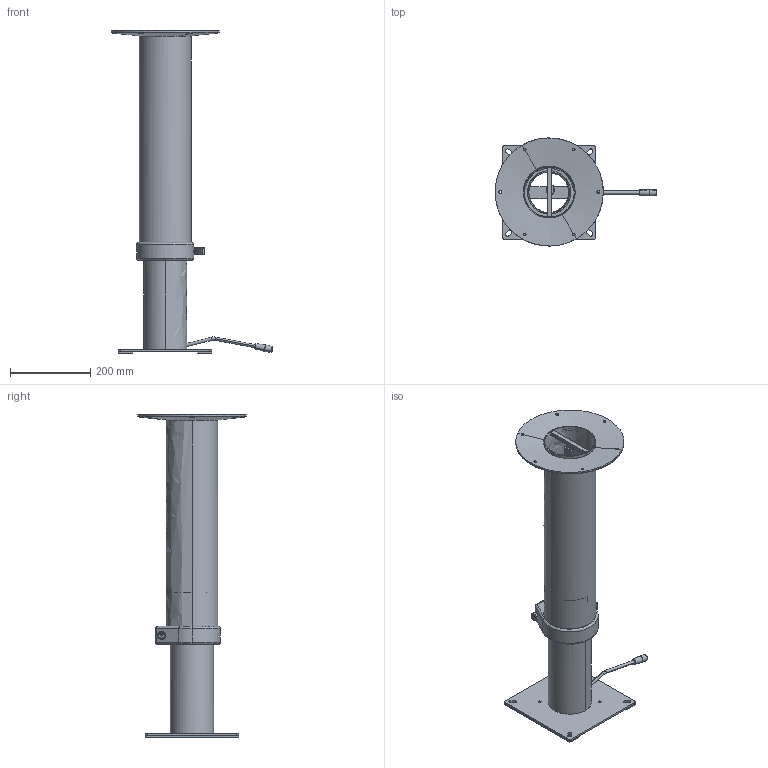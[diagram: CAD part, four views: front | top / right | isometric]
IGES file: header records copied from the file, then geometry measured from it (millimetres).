
Global section: file name: Gasdamper.igs; native system: NX V10.0; preprocessor: SIEMENS PLM Software NX 10.0; date: 20161201.155730; units: millimetre
Bounding box: 403.75 x 270 x 805 mm (x, y, z)
Surface area: 1155491.3 mm2 (no closed solid volume)
Topology: 0 solids, 0 shells, 676 faces, 4643 edges, 4635 vertices
Faces by surface type: bspline 676
